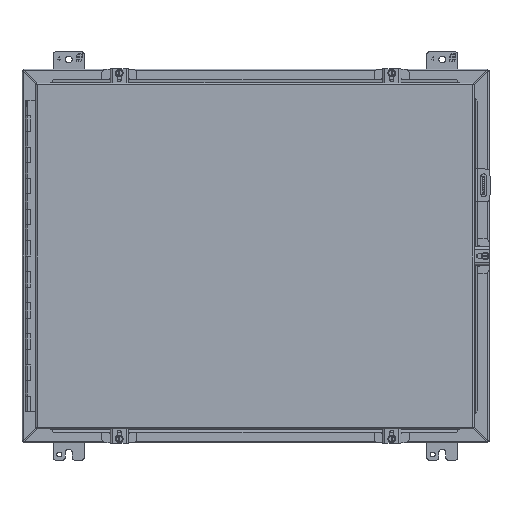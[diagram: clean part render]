
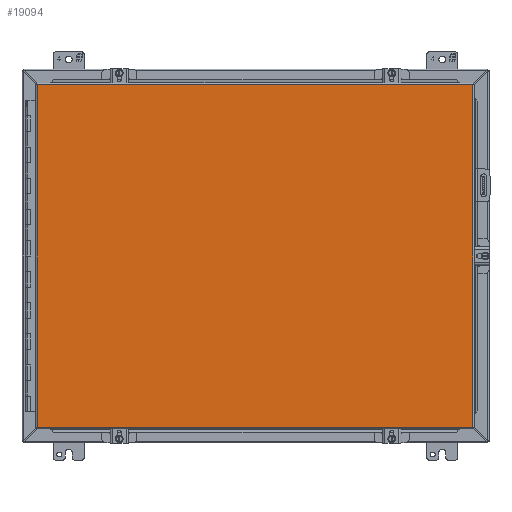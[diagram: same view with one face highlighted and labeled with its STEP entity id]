
A CAD part, front view. The second image highlights one B-rep face of the part: STEP entity #19094.
In plain terms, the highlighted planar face has unit normal (0, -1, 0).
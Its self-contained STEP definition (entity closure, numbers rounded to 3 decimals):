
#2069 = VECTOR ( 'NONE', #35065, 39.37 ) ;
#5028 = DIRECTION ( 'NONE',  ( 0., -1., 0. ) ) ;
#8627 = VERTEX_POINT ( 'NONE', #45022 ) ;
#10343 = VERTEX_POINT ( 'NONE', #32885 ) ;
#12040 = DIRECTION ( 'NONE',  ( -1., 0., 0. ) ) ;
#14289 = EDGE_LOOP ( 'NONE', ( #32851, #16273, #18658, #15596 ) ) ;
#15596 = ORIENTED_EDGE ( 'NONE', *, *, #50539, .F. ) ;
#15958 = CARTESIAN_POINT ( 'NONE',  ( -14.017, -9.21, -10.995 ) ) ;
#16273 = ORIENTED_EDGE ( 'NONE', *, *, #19238, .F. ) ;
#16504 = AXIS2_PLACEMENT_3D ( 'NONE', #20627, #5028, #33988 ) ;
#18658 = ORIENTED_EDGE ( 'NONE', *, *, #42132, .F. ) ;
#19094 = ADVANCED_FACE ( 'NONE', ( #20886 ), #37552, .T. ) ;
#19238 = EDGE_CURVE ( 'NONE', #25382, #10343, #42983, .T. ) ;
#20627 = CARTESIAN_POINT ( 'NONE',  ( -14.017, -9.21, -10.994 ) ) ;
#20886 = FACE_OUTER_BOUND ( 'NONE', #14289, .T. ) ;
#21100 = VECTOR ( 'NONE', #12040, 39.37 ) ;
#21707 = CARTESIAN_POINT ( 'NONE',  ( 13.955, -9.21, 10.994 ) ) ;
#24398 = VECTOR ( 'NONE', #43789, 39.37 ) ;
#25382 = VERTEX_POINT ( 'NONE', #36710 ) ;
#28455 = LINE ( 'NONE', #53564, #21100 ) ;
#32851 = ORIENTED_EDGE ( 'NONE', *, *, #53978, .F. ) ;
#32885 = CARTESIAN_POINT ( 'NONE',  ( 13.955, -9.21, 10.995 ) ) ;
#33988 = DIRECTION ( 'NONE',  ( 0., 0., -1. ) ) ;
#34787 = LINE ( 'NONE', #21707, #2069 ) ;
#35065 = DIRECTION ( 'NONE',  ( 0., 0., -1. ) ) ;
#35479 = VERTEX_POINT ( 'NONE', #15958 ) ;
#36710 = CARTESIAN_POINT ( 'NONE',  ( -14.017, -9.21, 10.995 ) ) ;
#37552 = PLANE ( 'NONE',  #16504 ) ;
#39340 = LINE ( 'NONE', #51620, #45159 ) ;
#42132 = EDGE_CURVE ( 'NONE', #35479, #25382, #39340, .T. ) ;
#42610 = DIRECTION ( 'NONE',  ( 0., 0., 1. ) ) ;
#42983 = LINE ( 'NONE', #52266, #24398 ) ;
#43789 = DIRECTION ( 'NONE',  ( 1., 0., 0. ) ) ;
#45022 = CARTESIAN_POINT ( 'NONE',  ( 13.955, -9.21, -10.995 ) ) ;
#45159 = VECTOR ( 'NONE', #42610, 39.37 ) ;
#50539 = EDGE_CURVE ( 'NONE', #8627, #35479, #28455, .T. ) ;
#51620 = CARTESIAN_POINT ( 'NONE',  ( -14.017, -9.21, -10.994 ) ) ;
#52266 = CARTESIAN_POINT ( 'NONE',  ( -14.017, -9.21, 10.994 ) ) ;
#53564 = CARTESIAN_POINT ( 'NONE',  ( 13.955, -9.21, -10.994 ) ) ;
#53978 = EDGE_CURVE ( 'NONE', #10343, #8627, #34787, .T. ) ;
